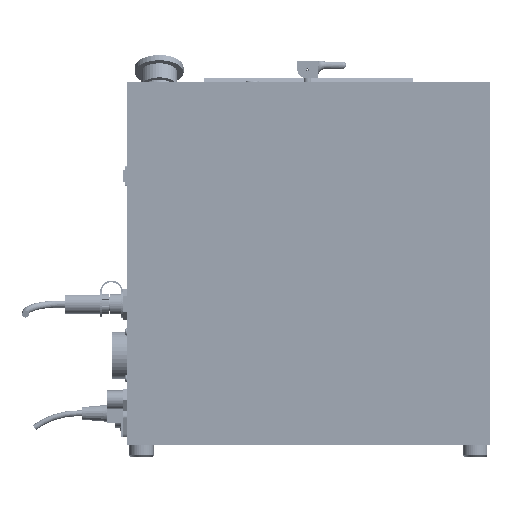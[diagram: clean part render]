
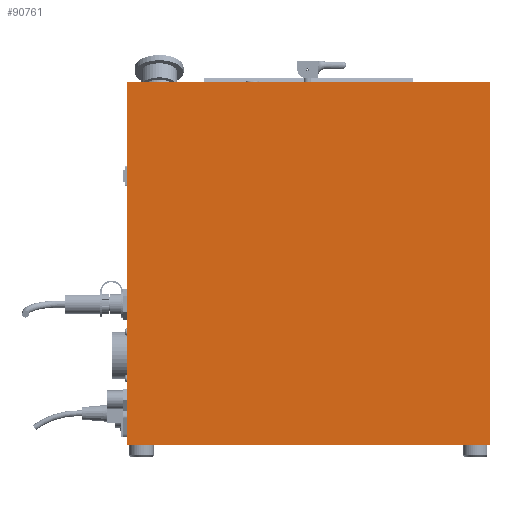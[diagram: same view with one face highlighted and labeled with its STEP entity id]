
A CAD part, left-side view. The second image highlights one B-rep face of the part: STEP entity #90761.
In plain terms, the highlighted planar face has unit normal (-1, 0, 0).
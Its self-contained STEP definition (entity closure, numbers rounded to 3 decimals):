
#2572=LINE('',#146870,#10772);
#2576=LINE('',#146877,#10776);
#2579=LINE('',#146883,#10779);
#2581=LINE('',#146886,#10781);
#10772=VECTOR('',#111731,11.142);
#10776=VECTOR('',#111737,11.181);
#10779=VECTOR('',#111742,11.142);
#10781=VECTOR('',#111746,11.181);
#18251=PLANE('',#98038);
#25117=FACE_OUTER_BOUND('',#31787,.T.);
#31787=EDGE_LOOP('',(#65918,#65919,#65920,#65921));
#42155=VERTEX_POINT('',#146867);
#42156=VERTEX_POINT('',#146869);
#42158=VERTEX_POINT('',#146875);
#42160=VERTEX_POINT('',#146881);
#51067=EDGE_CURVE('',#42155,#42156,#2572,.T.);
#51071=EDGE_CURVE('',#42158,#42155,#2576,.T.);
#51074=EDGE_CURVE('',#42160,#42158,#2579,.T.);
#51076=EDGE_CURVE('',#42156,#42160,#2581,.T.);
#65918=ORIENTED_EDGE('',*,*,#51076,.F.);
#65919=ORIENTED_EDGE('',*,*,#51067,.F.);
#65920=ORIENTED_EDGE('',*,*,#51071,.F.);
#65921=ORIENTED_EDGE('',*,*,#51074,.F.);
#90761=ADVANCED_FACE('',(#25117),#18251,.F.);
#98038=AXIS2_PLACEMENT_3D('',#146887,#111747,#111748);
#111731=DIRECTION('',(0.,0.,-1.));
#111737=DIRECTION('',(0.,-1.,0.));
#111742=DIRECTION('',(0.,0.,1.));
#111746=DIRECTION('',(0.,1.,0.));
#111747=DIRECTION('center_axis',(1.,0.,0.));
#111748=DIRECTION('ref_axis',(0.,0.,1.));
#146867=CARTESIAN_POINT('',(-1.378,-0.122,11.071));
#146869=CARTESIAN_POINT('',(-1.378,-0.122,-0.071));
#146870=CARTESIAN_POINT('',(-1.378,-0.122,11.071));
#146875=CARTESIAN_POINT('',(-1.378,11.059,11.071));
#146877=CARTESIAN_POINT('',(-1.378,11.059,11.071));
#146881=CARTESIAN_POINT('',(-1.378,11.059,-0.071));
#146883=CARTESIAN_POINT('',(-1.378,11.059,-0.071));
#146886=CARTESIAN_POINT('',(-1.378,-0.122,-0.071));
#146887=CARTESIAN_POINT('Origin',(-1.378,5.469,5.5));
